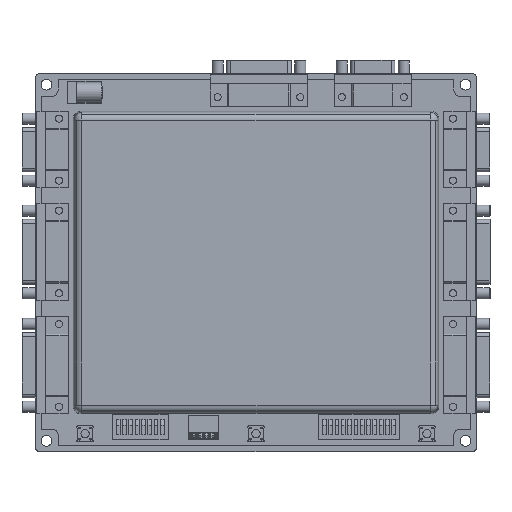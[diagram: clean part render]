
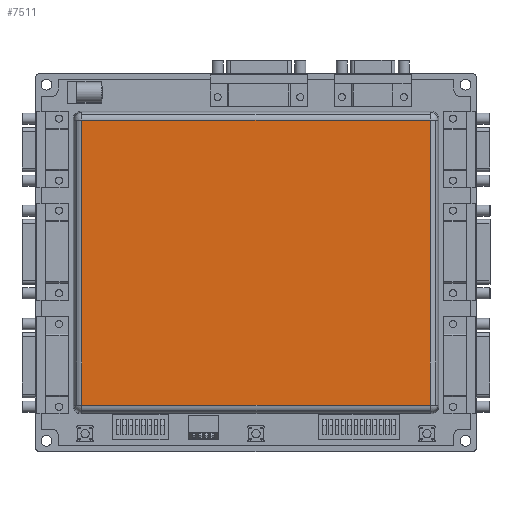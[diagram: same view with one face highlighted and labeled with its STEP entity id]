
A CAD part, top view. The second image highlights one B-rep face of the part: STEP entity #7511.
In plain terms, the highlighted face is planar.
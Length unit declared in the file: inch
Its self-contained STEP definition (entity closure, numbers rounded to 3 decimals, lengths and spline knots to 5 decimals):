
#7176=CARTESIAN_POINT('',(-2.76069,-2.26069,0.0));
#7177=VERTEX_POINT('',#7176);
#7210=CARTESIAN_POINT('',(-2.76069,2.26069,0.0));
#7211=VERTEX_POINT('',#7210);
#7236=CARTESIAN_POINT('',(2.76069,-2.26069,0.0));
#7237=VERTEX_POINT('',#7236);
#7269=CARTESIAN_POINT('',(2.76069,2.26069,0.0));
#7270=VERTEX_POINT('',#7269);
#7330=CARTESIAN_POINT('',(2.76069,-2.26069,0.0));
#7331=DIRECTION('',(0.0,1.0,0.0));
#7332=VECTOR('',#7331,4.52138);
#7333=LINE('',#7330,#7332);
#7334=EDGE_CURVE('',#7237,#7270,#7333,.T.);
#7347=CARTESIAN_POINT('',(2.76069,2.26069,0.0));
#7348=DIRECTION('',(-1.0,0.0,0.0));
#7349=VECTOR('',#7348,5.52138);
#7350=LINE('',#7347,#7349);
#7351=EDGE_CURVE('',#7270,#7211,#7350,.T.);
#7389=CARTESIAN_POINT('',(-2.76069,-2.26069,0.0));
#7390=DIRECTION('',(1.0,0.0,0.0));
#7391=VECTOR('',#7390,5.52138);
#7392=LINE('',#7389,#7391);
#7393=EDGE_CURVE('',#7177,#7237,#7392,.T.);
#7431=CARTESIAN_POINT('',(-2.76069,2.26069,0.0));
#7432=DIRECTION('',(0.0,-1.0,0.0));
#7433=VECTOR('',#7432,4.52138);
#7434=LINE('',#7431,#7433);
#7435=EDGE_CURVE('',#7211,#7177,#7434,.T.);
#7500=CARTESIAN_POINT('',(0.,0.,0.0));
#7501=DIRECTION('',(0.0,0.0,1.0));
#7502=DIRECTION('',(1.0,0.0,0.0));
#7503=AXIS2_PLACEMENT_3D('',#7500,#7501,#7502);
#7504=PLANE('',#7503);
#7505=ORIENTED_EDGE('',*,*,#7334,.F.);
#7506=ORIENTED_EDGE('',*,*,#7393,.F.);
#7507=ORIENTED_EDGE('',*,*,#7435,.F.);
#7508=ORIENTED_EDGE('',*,*,#7351,.F.);
#7509=EDGE_LOOP('',(#7505,#7506,#7507,#7508));
#7510=FACE_OUTER_BOUND('',#7509,.T.);
#7511=ADVANCED_FACE('',(#7510),#7504,.F.);
